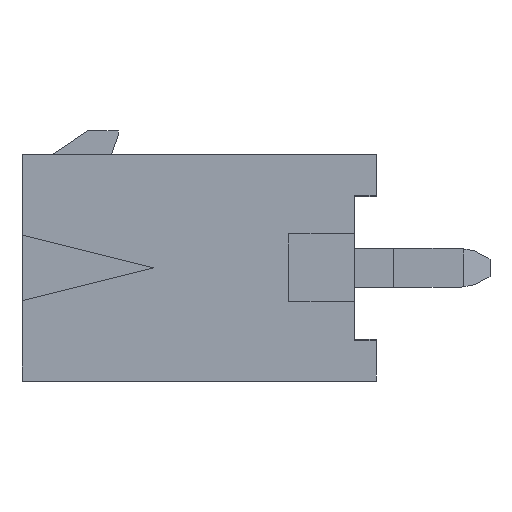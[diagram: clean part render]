
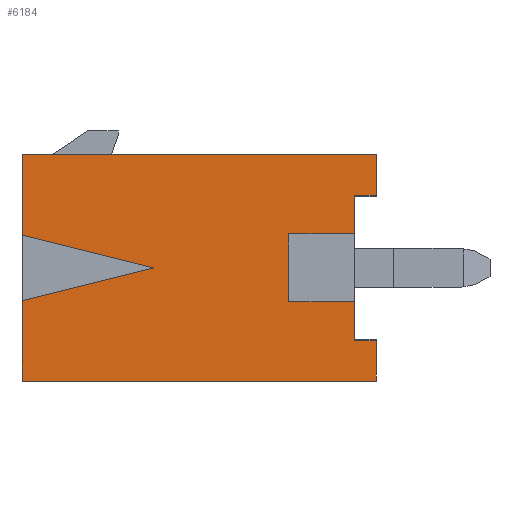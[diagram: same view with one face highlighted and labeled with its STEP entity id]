
A CAD part, left-side view. The second image highlights one B-rep face of the part: STEP entity #6184.
In plain terms, the highlighted planar face has unit normal (-1, 0, 0).
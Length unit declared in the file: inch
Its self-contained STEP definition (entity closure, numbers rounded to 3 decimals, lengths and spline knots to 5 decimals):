
#2 = VECTOR ( 'NONE', #7, 39.37008 ) ;
#3 = CARTESIAN_POINT ( 'NONE',  ( -0.35625, -0.19, -0.1295 ) ) ;
#4 = LINE ( 'NONE', #3, #2 ) ;
#7 = DIRECTION ( 'NONE',  ( 0., 1., 0. ) ) ;
#367 = VECTOR ( 'NONE', #376, 39.37008 ) ;
#368 = LINE ( 'NONE', #375, #367 ) ;
#375 = CARTESIAN_POINT ( 'NONE',  ( -0.35625, -0.215, 0.083 ) ) ;
#376 = DIRECTION ( 'NONE',  ( 0., 0., -1. ) ) ;
#378 = DIRECTION ( 'NONE',  ( 0., -1., 0. ) ) ;
#379 = VECTOR ( 'NONE', #378, 39.37008 ) ;
#380 = CARTESIAN_POINT ( 'NONE',  ( -0.35625, -0.115, 0.0388 ) ) ;
#396 = LINE ( 'NONE', #380, #379 ) ;
#400 = CARTESIAN_POINT ( 'NONE',  ( -0.35625, -0.215, -0.083 ) ) ;
#401 = DIRECTION ( 'NONE',  ( 0., 0., -1. ) ) ;
#402 = VECTOR ( 'NONE', #401, 39.37008 ) ;
#403 = CARTESIAN_POINT ( 'NONE',  ( -0.35625, -0.215, -0.1295 ) ) ;
#404 = LINE ( 'NONE', #403, #402 ) ;
#405 = CARTESIAN_POINT ( 'NONE',  ( -0.35625, 0.04, 0. ) ) ;
#406 = DIRECTION ( 'NONE',  ( 0., 0.97, 0.243 ) ) ;
#407 = VECTOR ( 'NONE', #406, 39.37008 ) ;
#409 = LINE ( 'NONE', #420, #407 ) ;
#410 = DIRECTION ( 'NONE',  ( 0., 0., -1. ) ) ;
#417 = DIRECTION ( 'NONE',  ( 1., 0., 0. ) ) ;
#418 = CARTESIAN_POINT ( 'NONE',  ( -0.35625, 0.19, -0.1065 ) ) ;
#419 = AXIS2_PLACEMENT_3D ( 'NONE', #418, #417, #410 ) ;
#420 = CARTESIAN_POINT ( 'NONE',  ( -0.35625, 0.19, 0.0375 ) ) ;
#423 = CARTESIAN_POINT ( 'NONE',  ( -0.35625, -0.115, -0.0388 ) ) ;
#424 = PLANE ( 'NONE',  #419 ) ;
#428 = FACE_OUTER_BOUND ( 'NONE', #6174, .T. ) ;
#445 = CARTESIAN_POINT ( 'NONE',  ( -0.35625, -0.215, 0.083 ) ) ;
#446 = DIRECTION ( 'NONE',  ( 0., 1., 0. ) ) ;
#447 = VECTOR ( 'NONE', #446, 39.37008 ) ;
#448 = CARTESIAN_POINT ( 'NONE',  ( -0.35625, -0.215, 0.083 ) ) ;
#449 = CARTESIAN_POINT ( 'NONE',  ( -0.35625, -0.215, 0.1295 ) ) ;
#451 = LINE ( 'NONE', #448, #447 ) ;
#1460 = DIRECTION ( 'NONE',  ( 0., 1., 0. ) ) ;
#1461 = VECTOR ( 'NONE', #1460, 39.37008 ) ;
#1462 = CARTESIAN_POINT ( 'NONE',  ( -0.35625, -0.19, 0.1295 ) ) ;
#1463 = LINE ( 'NONE', #1462, #1461 ) ;
#1474 = CARTESIAN_POINT ( 'NONE',  ( -0.35625, -0.215, -0.1295 ) ) ;
#1475 = DIRECTION ( 'NONE',  ( 0., -0.97, 0.243 ) ) ;
#1476 = VECTOR ( 'NONE', #1475, 39.37008 ) ;
#1477 = CARTESIAN_POINT ( 'NONE',  ( -0.35625, 0.04, 0. ) ) ;
#1576 = DIRECTION ( 'NONE',  ( 0., 1., 0. ) ) ;
#1577 = VECTOR ( 'NONE', #1576, 39.37008 ) ;
#1578 = CARTESIAN_POINT ( 'NONE',  ( -0.35625, -0.215, -0.083 ) ) ;
#1579 = LINE ( 'NONE', #1578, #1577 ) ;
#1580 = LINE ( 'NONE', #1477, #1476 ) ;
#1591 = DIRECTION ( 'NONE',  ( 0., -1., 0. ) ) ;
#1592 = VECTOR ( 'NONE', #1591, 39.37008 ) ;
#1593 = CARTESIAN_POINT ( 'NONE',  ( -0.35625, -0.115, -0.0388 ) ) ;
#1594 = LINE ( 'NONE', #1593, #1592 ) ;
#1595 = CARTESIAN_POINT ( 'NONE',  ( -0.35625, -0.115, 0.0388 ) ) ;
#1596 = DIRECTION ( 'NONE',  ( 0., 0., -1. ) ) ;
#1597 = VECTOR ( 'NONE', #1596, 39.37008 ) ;
#1598 = CARTESIAN_POINT ( 'NONE',  ( -0.35625, -0.115, 0.0388 ) ) ;
#1599 = LINE ( 'NONE', #1598, #1597 ) ;
#2451 = VERTEX_POINT ( 'NONE', #6930 ) ;
#2531 = VERTEX_POINT ( 'NONE', #7022 ) ;
#2534 = EDGE_CURVE ( 'NONE', #2451, #2531, #7021, .T. ) ;
#2740 = VERTEX_POINT ( 'NONE', #7415 ) ;
#2743 = VERTEX_POINT ( 'NONE', #7470 ) ;
#2796 = EDGE_CURVE ( 'NONE', #2743, #2740, #7359, .T. ) ;
#3662 = EDGE_CURVE ( 'NONE', #3717, #3667, #8003, .T. ) ;
#3667 = VERTEX_POINT ( 'NONE', #7994 ) ;
#3717 = VERTEX_POINT ( 'NONE', #8298 ) ;
#3719 = EDGE_CURVE ( 'NONE', #3735, #3736, #8297, .T. ) ;
#3735 = VERTEX_POINT ( 'NONE', #8358 ) ;
#3736 = VERTEX_POINT ( 'NONE', #8357 ) ;
#6032 = EDGE_CURVE ( 'NONE', #6033, #6178, #1599, .T. ) ;
#6033 = VERTEX_POINT ( 'NONE', #1595 ) ;
#6034 = EDGE_CURVE ( 'NONE', #6178, #2740, #1594, .T. ) ;
#6040 = ORIENTED_EDGE ( 'NONE', *, *, #6041, .T. ) ;
#6041 = EDGE_CURVE ( 'NONE', #6189, #2743, #1579, .T. ) ;
#6042 = ORIENTED_EDGE ( 'NONE', *, *, #2796, .T. ) ;
#6043 = ORIENTED_EDGE ( 'NONE', *, *, #6034, .F. ) ;
#6044 = ORIENTED_EDGE ( 'NONE', *, *, #6045, .F. ) ;
#6045 = EDGE_CURVE ( 'NONE', #3667, #6186, #1580, .T. ) ;
#6046 = ORIENTED_EDGE ( 'NONE', *, *, #3662, .F. ) ;
#6047 = VERTEX_POINT ( 'NONE', #1474 ) ;
#6054 = ORIENTED_EDGE ( 'NONE', *, *, #2534, .T. ) ;
#6055 = ORIENTED_EDGE ( 'NONE', *, *, #6056, .T. ) ;
#6056 = EDGE_CURVE ( 'NONE', #6181, #3736, #1463, .T. ) ;
#6151 = ORIENTED_EDGE ( 'NONE', *, *, #6032, .F. ) ;
#6152 = ORIENTED_EDGE ( 'NONE', *, *, #6153, .F. ) ;
#6153 = EDGE_CURVE ( 'NONE', #6047, #3717, #4, .T. ) ;
#6154 = ORIENTED_EDGE ( 'NONE', *, *, #6155, .F. ) ;
#6155 = EDGE_CURVE ( 'NONE', #6181, #6180, #368, .T. ) ;
#6157 = ORIENTED_EDGE ( 'NONE', *, *, #6179, .F. ) ;
#6159 = ORIENTED_EDGE ( 'NONE', *, *, #3719, .F. ) ;
#6160 = ORIENTED_EDGE ( 'NONE', *, *, #6185, .F. ) ;
#6170 = ORIENTED_EDGE ( 'NONE', *, *, #6171, .T. ) ;
#6171 = EDGE_CURVE ( 'NONE', #6033, #2451, #396, .T. ) ;
#6174 = EDGE_LOOP ( 'NONE', ( #6151, #6170, #6054, #6157, #6154, #6055, #6159, #6160, #6044, #6046, #6152, #6187, #6040, #6042, #6043 ) ) ;
#6178 = VERTEX_POINT ( 'NONE', #423 ) ;
#6179 = EDGE_CURVE ( 'NONE', #6180, #2531, #451, .T. ) ;
#6180 = VERTEX_POINT ( 'NONE', #445 ) ;
#6181 = VERTEX_POINT ( 'NONE', #449 ) ;
#6184 = ADVANCED_FACE ( 'NONE', ( #428 ), #424, .F. ) ;
#6185 = EDGE_CURVE ( 'NONE', #6186, #3735, #409, .T. ) ;
#6186 = VERTEX_POINT ( 'NONE', #405 ) ;
#6187 = ORIENTED_EDGE ( 'NONE', *, *, #6188, .F. ) ;
#6188 = EDGE_CURVE ( 'NONE', #6189, #6047, #404, .T. ) ;
#6189 = VERTEX_POINT ( 'NONE', #400 ) ;
#6930 = CARTESIAN_POINT ( 'NONE',  ( -0.35625, -0.19, 0.0388 ) ) ;
#7018 = DIRECTION ( 'NONE',  ( 0., 0., 1. ) ) ;
#7019 = VECTOR ( 'NONE', #7018, 39.37008 ) ;
#7020 = CARTESIAN_POINT ( 'NONE',  ( -0.35625, -0.19, -0.1065 ) ) ;
#7021 = LINE ( 'NONE', #7020, #7019 ) ;
#7022 = CARTESIAN_POINT ( 'NONE',  ( -0.35625, -0.19, 0.083 ) ) ;
#7356 = DIRECTION ( 'NONE',  ( 0., 0., 1. ) ) ;
#7357 = VECTOR ( 'NONE', #7356, 39.37008 ) ;
#7358 = CARTESIAN_POINT ( 'NONE',  ( -0.35625, -0.19, -0.1065 ) ) ;
#7359 = LINE ( 'NONE', #7358, #7357 ) ;
#7415 = CARTESIAN_POINT ( 'NONE',  ( -0.35625, -0.19, -0.0388 ) ) ;
#7470 = CARTESIAN_POINT ( 'NONE',  ( -0.35625, -0.19, -0.083 ) ) ;
#7994 = CARTESIAN_POINT ( 'NONE',  ( -0.35625, 0.19, -0.0375 ) ) ;
#8000 = DIRECTION ( 'NONE',  ( 0., 0., 1. ) ) ;
#8001 = VECTOR ( 'NONE', #8000, 39.37008 ) ;
#8002 = CARTESIAN_POINT ( 'NONE',  ( -0.35625, 0.19, -0.1065 ) ) ;
#8003 = LINE ( 'NONE', #8002, #8001 ) ;
#8294 = DIRECTION ( 'NONE',  ( 0., 0., 1. ) ) ;
#8295 = VECTOR ( 'NONE', #8294, 39.37008 ) ;
#8296 = CARTESIAN_POINT ( 'NONE',  ( -0.35625, 0.19, -0.1065 ) ) ;
#8297 = LINE ( 'NONE', #8296, #8295 ) ;
#8298 = CARTESIAN_POINT ( 'NONE',  ( -0.35625, 0.19, -0.1295 ) ) ;
#8357 = CARTESIAN_POINT ( 'NONE',  ( -0.35625, 0.19, 0.1295 ) ) ;
#8358 = CARTESIAN_POINT ( 'NONE',  ( -0.35625, 0.19, 0.0375 ) ) ;
